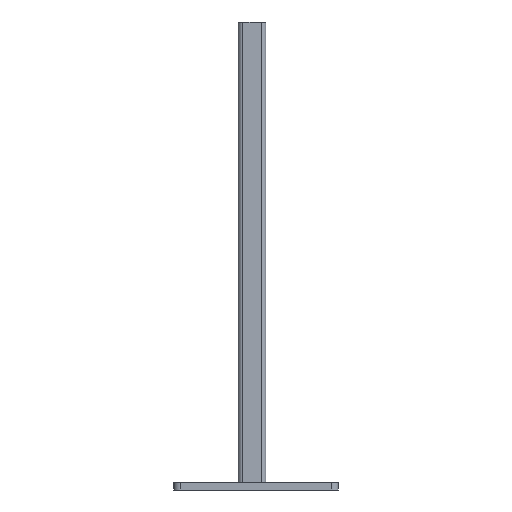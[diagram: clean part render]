
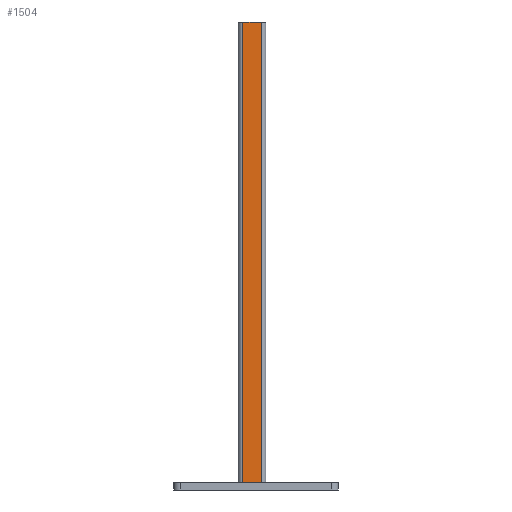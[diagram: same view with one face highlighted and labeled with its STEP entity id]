
A CAD part, left-side view. The second image highlights one B-rep face of the part: STEP entity #1504.
In plain terms, the highlighted planar face has unit normal (-1, 0, 0).
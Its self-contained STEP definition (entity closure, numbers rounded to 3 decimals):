
#18 = DIRECTION ( 'NONE',  ( 0., 1., 0. ) ) ;
#19 = DIRECTION ( 'NONE',  ( 1., 0., 0. ) ) ;
#22 = PLANE ( 'NONE',  #1549 ) ;
#27 = CARTESIAN_POINT ( 'NONE',  ( -20.5, 0., 350. ) ) ;
#243 = VERTEX_POINT ( 'NONE', #1286 ) ;
#261 = VERTEX_POINT ( 'NONE', #1248 ) ;
#289 = VERTEX_POINT ( 'NONE', #1207 ) ;
#337 = VERTEX_POINT ( 'NONE', #1215 ) ;
#651 = DIRECTION ( 'NONE',  ( 0., 0., -1. ) ) ;
#652 = CARTESIAN_POINT ( 'NONE',  ( -20.5, 0., 0. ) ) ;
#653 = CARTESIAN_POINT ( 'NONE',  ( -20.5, 3.5, 350. ) ) ;
#660 = DIRECTION ( 'NONE',  ( 0., -1., 0. ) ) ;
#662 = CARTESIAN_POINT ( 'NONE',  ( -20.5, 0., 350. ) ) ;
#666 = DIRECTION ( 'NONE',  ( 0., -1., 0. ) ) ;
#1053 = FACE_OUTER_BOUND ( 'NONE', #2103, .T. ) ;
#1111 = EDGE_CURVE ( 'NONE', #261, #337, #2383, .T. ) ;
#1207 = CARTESIAN_POINT ( 'NONE',  ( -20.5, 3.5, 0. ) ) ;
#1215 = CARTESIAN_POINT ( 'NONE',  ( -20.5, 17.5, 0. ) ) ;
#1248 = CARTESIAN_POINT ( 'NONE',  ( -20.5, 17.5, 350. ) ) ;
#1286 = CARTESIAN_POINT ( 'NONE',  ( -20.5, 3.5, 350. ) ) ;
#1438 = DIRECTION ( 'NONE',  ( 0., 0., -1. ) ) ;
#1441 = CARTESIAN_POINT ( 'NONE',  ( -20.5, 17.5, 350. ) ) ;
#1504 = ADVANCED_FACE ( 'NONE', ( #1053 ), #22, .F. ) ;
#1549 = AXIS2_PLACEMENT_3D ( 'NONE', #27, #19, #18 ) ;
#1638 = ORIENTED_EDGE ( 'NONE', *, *, #2054, .T. ) ;
#1639 = ORIENTED_EDGE ( 'NONE', *, *, #2052, .F. ) ;
#1640 = ORIENTED_EDGE ( 'NONE', *, *, #2051, .F. ) ;
#1641 = ORIENTED_EDGE ( 'NONE', *, *, #1111, .T. ) ;
#2051 = EDGE_CURVE ( 'NONE', #261, #243, #2580, .T. ) ;
#2052 = EDGE_CURVE ( 'NONE', #243, #289, #2581, .T. ) ;
#2054 = EDGE_CURVE ( 'NONE', #337, #289, #2585, .T. ) ;
#2103 = EDGE_LOOP ( 'NONE', ( #1638, #1639, #1640, #1641 ) ) ;
#2383 = LINE ( 'NONE', #1441, #2419 ) ;
#2419 = VECTOR ( 'NONE', #1438, 1000. ) ;
#2580 = LINE ( 'NONE', #662, #2582 ) ;
#2581 = LINE ( 'NONE', #653, #2584 ) ;
#2582 = VECTOR ( 'NONE', #666, 1000. ) ;
#2584 = VECTOR ( 'NONE', #651, 1000. ) ;
#2585 = LINE ( 'NONE', #652, #2587 ) ;
#2587 = VECTOR ( 'NONE', #660, 1000. ) ;
